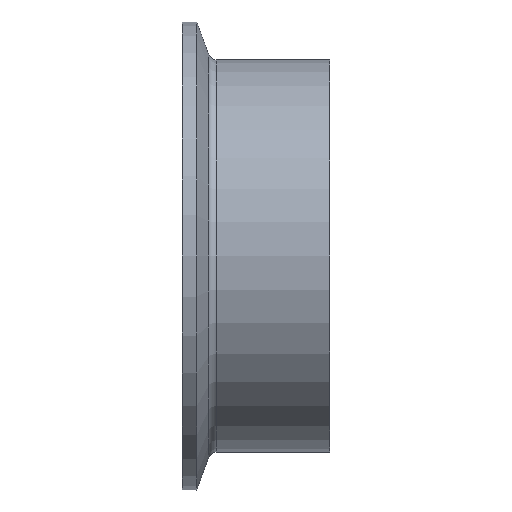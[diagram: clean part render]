
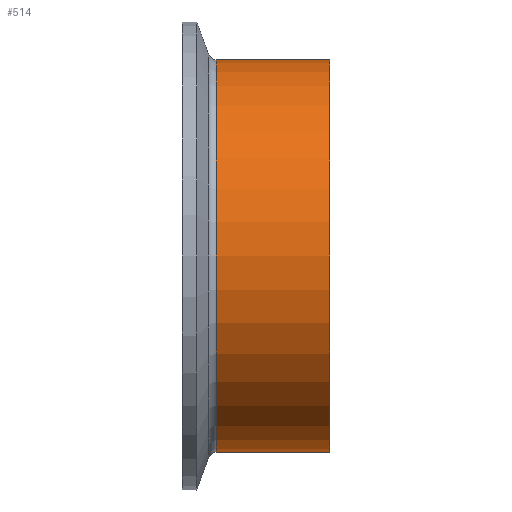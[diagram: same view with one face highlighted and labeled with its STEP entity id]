
A CAD part, left-side view. The second image highlights one B-rep face of the part: STEP entity #514.
In plain terms, the highlighted cylindrical face has radius 38.1 mm (diameter 76.2 mm), a partial arc.
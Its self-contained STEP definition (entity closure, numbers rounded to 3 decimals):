
#22 = AXIS2_PLACEMENT_3D ( 'NONE', #580, #522, #530 ) ;
#69 = ORIENTED_EDGE ( 'NONE', *, *, #618, .T. ) ;
#71 = DIRECTION ( 'NONE',  ( 0., 1., 0. ) ) ;
#82 = CARTESIAN_POINT ( 'NONE',  ( -61.984, -77.628, 0. ) ) ;
#111 = DIRECTION ( 'NONE',  ( 0., 1., 0. ) ) ;
#119 = VERTEX_POINT ( 'NONE', #607 ) ;
#157 = DIRECTION ( 'NONE',  ( 0., 1., 0. ) ) ;
#167 = CARTESIAN_POINT ( 'NONE',  ( -61.984, -48.928, 0. ) ) ;
#189 = EDGE_LOOP ( 'NONE', ( #268, #69, #479, #226 ) ) ;
#200 = CIRCLE ( 'NONE', #22, 38.1 ) ;
#215 = DIRECTION ( 'NONE',  ( 0., 0., 1. ) ) ;
#216 = AXIS2_PLACEMENT_3D ( 'NONE', #167, #71, #215 ) ;
#226 = ORIENTED_EDGE ( 'NONE', *, *, #338, .F. ) ;
#251 = CARTESIAN_POINT ( 'NONE',  ( -61.984, -55.576, 38.1 ) ) ;
#264 = CIRCLE ( 'NONE', #592, 38.1 ) ;
#268 = ORIENTED_EDGE ( 'NONE', *, *, #305, .F. ) ;
#303 = CARTESIAN_POINT ( 'NONE',  ( -61.984, -48.928, -38.1 ) ) ;
#305 = EDGE_CURVE ( 'NONE', #119, #382, #663, .T. ) ;
#309 = VERTEX_POINT ( 'NONE', #690 ) ;
#311 = EDGE_CURVE ( 'NONE', #309, #341, #467, .T. ) ;
#325 = VECTOR ( 'NONE', #111, 1000. ) ;
#338 = EDGE_CURVE ( 'NONE', #382, #341, #200, .T. ) ;
#341 = VERTEX_POINT ( 'NONE', #251 ) ;
#382 = VERTEX_POINT ( 'NONE', #593 ) ;
#450 = DIRECTION ( 'NONE',  ( 0., 0., 1. ) ) ;
#467 = LINE ( 'NONE', #520, #325 ) ;
#479 = ORIENTED_EDGE ( 'NONE', *, *, #311, .T. ) ;
#514 = ADVANCED_FACE ( 'NONE', ( #698 ), #552, .T. ) ;
#520 = CARTESIAN_POINT ( 'NONE',  ( -61.984, -48.928, 38.1 ) ) ;
#522 = DIRECTION ( 'NONE',  ( 0., 1., 0. ) ) ;
#530 = DIRECTION ( 'NONE',  ( 0., 0., 1. ) ) ;
#552 = CYLINDRICAL_SURFACE ( 'NONE', #216, 38.1 ) ;
#554 = DIRECTION ( 'NONE',  ( 0., 1., 0. ) ) ;
#580 = CARTESIAN_POINT ( 'NONE',  ( -61.984, -55.576, 0. ) ) ;
#592 = AXIS2_PLACEMENT_3D ( 'NONE', #82, #554, #450 ) ;
#593 = CARTESIAN_POINT ( 'NONE',  ( -61.984, -55.576, -38.1 ) ) ;
#607 = CARTESIAN_POINT ( 'NONE',  ( -61.984, -77.628, -38.1 ) ) ;
#617 = VECTOR ( 'NONE', #157, 1000. ) ;
#618 = EDGE_CURVE ( 'NONE', #119, #309, #264, .T. ) ;
#663 = LINE ( 'NONE', #303, #617 ) ;
#690 = CARTESIAN_POINT ( 'NONE',  ( -61.984, -77.628, 38.1 ) ) ;
#698 = FACE_OUTER_BOUND ( 'NONE', #189, .T. ) ;
